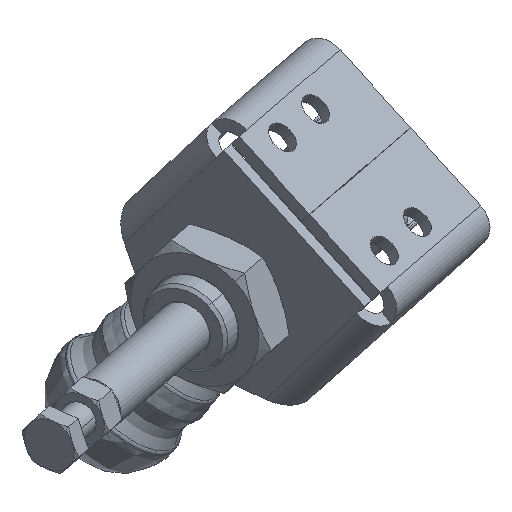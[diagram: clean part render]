
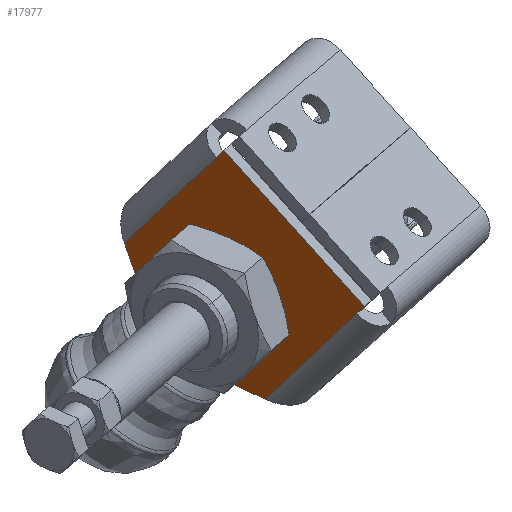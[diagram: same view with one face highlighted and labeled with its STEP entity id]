
A CAD part, left-side view. The second image highlights one B-rep face of the part: STEP entity #17977.
In plain terms, the highlighted planar face has unit normal (-0.744, 0.506, -0.436).
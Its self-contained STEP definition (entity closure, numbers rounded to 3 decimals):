
#1086=CARTESIAN_POINT('',(47.075,48.749,-20.41));
#1087=VERTEX_POINT('',#1086);
#1094=CARTESIAN_POINT('',(45.438,54.108,-11.399));
#1095=VERTEX_POINT('',#1094);
#1109=CARTESIAN_POINT('',(33.393,37.579,-10.005));
#1110=DIRECTION('',(0.744,-0.506,0.436));
#1111=DIRECTION('',(-0.667,-0.545,0.508));
#1112=AXIS2_PLACEMENT_3D('',#1109,#1110,#1111);
#1113=CIRCLE('',#1112,20.5);
#1114=EDGE_CURVE('',#1087,#1095,#1113,.T.);
#1124=CARTESIAN_POINT('',(19.71,26.408,0.399));
#1125=VERTEX_POINT('',#1124);
#1134=CARTESIAN_POINT('',(21.739,34.76,6.623));
#1135=VERTEX_POINT('',#1134);
#1136=CARTESIAN_POINT('',(33.393,37.579,-10.005));
#1137=DIRECTION('',(0.744,-0.506,0.436));
#1138=DIRECTION('',(-0.667,-0.545,0.508));
#1139=AXIS2_PLACEMENT_3D('',#1136,#1137,#1138);
#1140=CIRCLE('',#1139,20.5);
#1141=EDGE_CURVE('',#1135,#1125,#1140,.T.);
#9145=CARTESIAN_POINT('',(8.651,36.323,30.783));
#9146=VERTEX_POINT('',#9145);
#9153=CARTESIAN_POINT('',(7.543,-2.469,-12.321));
#9154=VERTEX_POINT('',#9153);
#9155=CARTESIAN_POINT('',(7.543,-2.469,-12.321));
#9156=DIRECTION('',(0.019,0.669,0.743));
#9157=VECTOR('',#9156,58.);
#9158=LINE('',#9155,#9157);
#9159=EDGE_CURVE('',#9154,#9146,#9158,.T.);
#9248=CARTESIAN_POINT('',(11.254,38.448,28.803));
#9249=VERTEX_POINT('',#9248);
#9256=CARTESIAN_POINT('',(8.651,36.323,30.783));
#9257=DIRECTION('',(0.667,0.545,-0.508));
#9258=VECTOR('',#9257,3.9);
#9259=LINE('',#9256,#9258);
#9260=EDGE_CURVE('',#9146,#9249,#9259,.T.);
#9302=CARTESIAN_POINT('',(10.146,-0.344,-14.3));
#9303=VERTEX_POINT('',#9302);
#9304=CARTESIAN_POINT('',(10.146,-0.344,-14.3));
#9305=DIRECTION('',(-0.667,-0.545,0.508));
#9306=VECTOR('',#9305,3.9);
#9307=LINE('',#9304,#9306);
#9308=EDGE_CURVE('',#9303,#9154,#9307,.T.);
#10000=CARTESIAN_POINT('',(42.262,63.763,5.223));
#10001=VERTEX_POINT('',#10000);
#10017=CARTESIAN_POINT('',(11.254,38.448,28.803));
#10018=DIRECTION('',(0.667,0.545,-0.508));
#10019=VECTOR('',#10018,46.458);
#10020=LINE('',#10017,#10019);
#10021=EDGE_CURVE('',#9249,#10001,#10020,.T.);
#10177=CARTESIAN_POINT('',(41.154,24.971,-37.881));
#10178=VERTEX_POINT('',#10177);
#10213=CARTESIAN_POINT('',(41.154,24.971,-37.881));
#10214=DIRECTION('',(-0.667,-0.545,0.508));
#10215=VECTOR('',#10214,46.458);
#10216=LINE('',#10213,#10215);
#10217=EDGE_CURVE('',#10178,#9303,#10216,.T.);
#10295=CARTESIAN_POINT('',(48.201,57.618,-12.045));
#10296=VERTEX_POINT('',#10295);
#10303=CARTESIAN_POINT('',(48.201,57.618,-12.045));
#10304=DIRECTION('',(-0.308,0.319,0.896));
#10305=VECTOR('',#10304,19.267);
#10306=LINE('',#10303,#10305);
#10307=EDGE_CURVE('',#10296,#10001,#10306,.T.);
#10318=CARTESIAN_POINT('',(47.736,41.338,-30.134));
#10319=VERTEX_POINT('',#10318);
#10320=CARTESIAN_POINT('',(41.154,24.971,-37.881));
#10321=DIRECTION('',(0.342,0.849,0.402));
#10322=VECTOR('',#10321,19.267);
#10323=LINE('',#10320,#10322);
#10324=EDGE_CURVE('',#10178,#10319,#10323,.T.);
#10341=CARTESIAN_POINT('',(33.393,37.579,-10.005));
#10342=DIRECTION('',(0.744,-0.506,0.436));
#10343=DIRECTION('',(0.592,0.802,-0.082));
#10344=AXIS2_PLACEMENT_3D('',#10341,#10342,#10343);
#10345=CIRCLE('',#10344,25.);
#10346=EDGE_CURVE('',#10319,#10296,#10345,.T.);
#17908=CARTESIAN_POINT('',(24.651,30.442,-3.357));
#17909=DIRECTION('',(-0.744,0.506,-0.436));
#17910=DIRECTION('',(0.019,0.669,0.743));
#17911=AXIS2_PLACEMENT_3D('',#17908,#17909,#17910);
#17912=PLANE('',#17911);
#17913=ORIENTED_EDGE('',*,*,#9159,.T.);
#17914=ORIENTED_EDGE('',*,*,#9260,.T.);
#17915=ORIENTED_EDGE('',*,*,#10021,.T.);
#17916=ORIENTED_EDGE('',*,*,#10307,.F.);
#17917=ORIENTED_EDGE('',*,*,#10346,.F.);
#17918=ORIENTED_EDGE('',*,*,#10324,.F.);
#17919=ORIENTED_EDGE('',*,*,#10217,.T.);
#17920=ORIENTED_EDGE('',*,*,#9308,.T.);
#17921=EDGE_LOOP('',(#17913,#17914,#17915,#17916,#17917,#17918,#17919,#17920));
#17922=FACE_OUTER_BOUND('',#17921,.T.);
#17923=CARTESIAN_POINT('',(33.785,51.29,5.23));
#17924=VERTEX_POINT('',#17923);
#17925=CARTESIAN_POINT('',(33.393,37.579,-10.005));
#17926=DIRECTION('',(0.744,-0.506,0.436));
#17927=DIRECTION('',(-0.667,-0.545,0.508));
#17928=AXIS2_PLACEMENT_3D('',#17925,#17926,#17927);
#17929=CIRCLE('',#17928,20.5);
#17930=EDGE_CURVE('',#1095,#17924,#17929,.T.);
#17931=ORIENTED_EDGE('',*,*,#17930,.T.);
#17932=CARTESIAN_POINT('',(33.393,37.579,-10.005));
#17933=DIRECTION('',(0.744,-0.506,0.436));
#17934=DIRECTION('',(-0.667,-0.545,0.508));
#17935=AXIS2_PLACEMENT_3D('',#17932,#17933,#17934);
#17936=CIRCLE('',#17935,20.5);
#17937=EDGE_CURVE('',#17924,#1135,#17936,.T.);
#17938=ORIENTED_EDGE('',*,*,#17937,.T.);
#17939=ORIENTED_EDGE('',*,*,#1141,.T.);
#17940=CARTESIAN_POINT('',(21.348,21.049,-8.612));
#17941=VERTEX_POINT('',#17940);
#17942=CARTESIAN_POINT('',(33.393,37.579,-10.005));
#17943=DIRECTION('',(0.744,-0.506,0.436));
#17944=DIRECTION('',(-0.667,-0.545,0.508));
#17945=AXIS2_PLACEMENT_3D('',#17942,#17943,#17944);
#17946=CIRCLE('',#17945,20.5);
#17947=EDGE_CURVE('',#1125,#17941,#17946,.T.);
#17948=ORIENTED_EDGE('',*,*,#17947,.T.);
#17949=CARTESIAN_POINT('',(33.001,23.868,-25.24));
#17950=VERTEX_POINT('',#17949);
#17951=CARTESIAN_POINT('',(33.393,37.579,-10.005));
#17952=DIRECTION('',(0.744,-0.506,0.436));
#17953=DIRECTION('',(-0.667,-0.545,0.508));
#17954=AXIS2_PLACEMENT_3D('',#17951,#17952,#17953);
#17955=CIRCLE('',#17954,20.5);
#17956=EDGE_CURVE('',#17941,#17950,#17955,.T.);
#17957=ORIENTED_EDGE('',*,*,#17956,.T.);
#17958=CARTESIAN_POINT('',(45.046,40.397,-26.634));
#17959=VERTEX_POINT('',#17958);
#17960=CARTESIAN_POINT('',(33.393,37.579,-10.005));
#17961=DIRECTION('',(0.744,-0.506,0.436));
#17962=DIRECTION('',(-0.667,-0.545,0.508));
#17963=AXIS2_PLACEMENT_3D('',#17960,#17961,#17962);
#17964=CIRCLE('',#17963,20.5);
#17965=EDGE_CURVE('',#17950,#17959,#17964,.T.);
#17966=ORIENTED_EDGE('',*,*,#17965,.T.);
#17967=CARTESIAN_POINT('',(33.393,37.579,-10.005));
#17968=DIRECTION('',(0.744,-0.506,0.436));
#17969=DIRECTION('',(-0.667,-0.545,0.508));
#17970=AXIS2_PLACEMENT_3D('',#17967,#17968,#17969);
#17971=CIRCLE('',#17970,20.5);
#17972=EDGE_CURVE('',#17959,#1087,#17971,.T.);
#17973=ORIENTED_EDGE('',*,*,#17972,.T.);
#17974=ORIENTED_EDGE('',*,*,#1114,.T.);
#17975=EDGE_LOOP('',(#17931,#17938,#17939,#17948,#17957,#17966,#17973,#17974));
#17976=FACE_BOUND('',#17975,.T.);
#17977=ADVANCED_FACE('',(#17922,#17976),#17912,.T.);
